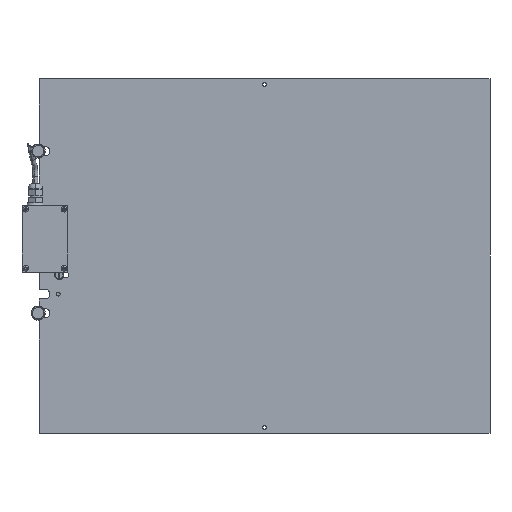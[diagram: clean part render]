
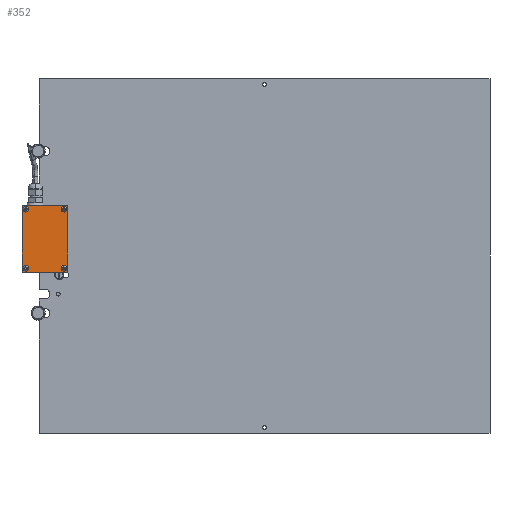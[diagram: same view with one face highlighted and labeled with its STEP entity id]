
A CAD part, front view. The second image highlights one B-rep face of the part: STEP entity #352.
In plain terms, the highlighted planar face has unit normal (0, -1, 0).
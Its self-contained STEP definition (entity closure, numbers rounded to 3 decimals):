
#57 = FACE_BOUND ( 'NONE', #1913, .T. ) ;
#203 = CIRCLE ( 'NONE', #13416, 1.8 ) ;
#312 = CIRCLE ( 'NONE', #11070, 1.8 ) ;
#352 = ADVANCED_FACE ( 'NONE', ( #57, #11990, #18063, #5933, #10549 ), #11801, .T. ) ;
#649 = CARTESIAN_POINT ( 'NONE',  ( 20., 0., -29.2 ) ) ;
#960 = CIRCLE ( 'NONE', #7738, 1.8 ) ;
#1109 = ORIENTED_EDGE ( 'NONE', *, *, #5890, .F. ) ;
#1140 = DIRECTION ( 'NONE',  ( 0., 0., -1. ) ) ;
#1148 = CARTESIAN_POINT ( 'NONE',  ( -20., 0., -32.8 ) ) ;
#1271 = CARTESIAN_POINT ( 'NONE',  ( -20., 0., -31. ) ) ;
#1913 = EDGE_LOOP ( 'NONE', ( #14159, #8916 ) ) ;
#2005 = ORIENTED_EDGE ( 'NONE', *, *, #12516, .F. ) ;
#2048 = CARTESIAN_POINT ( 'NONE',  ( -24., 0., -35. ) ) ;
#2056 = VECTOR ( 'NONE', #16862, 1000. ) ;
#2384 = EDGE_CURVE ( 'NONE', #10255, #15624, #10034, .T. ) ;
#2521 = VERTEX_POINT ( 'NONE', #5579 ) ;
#2826 = DIRECTION ( 'NONE',  ( 0., 0., -1. ) ) ;
#3158 = EDGE_LOOP ( 'NONE', ( #17025, #15610 ) ) ;
#3170 = EDGE_CURVE ( 'NONE', #15624, #3445, #13593, .T. ) ;
#3279 = LINE ( 'NONE', #2048, #2056 ) ;
#3374 = CARTESIAN_POINT ( 'NONE',  ( -24., 0., 35. ) ) ;
#3445 = VERTEX_POINT ( 'NONE', #14546 ) ;
#3909 = DIRECTION ( 'NONE',  ( 0., 0., -1. ) ) ;
#3912 = CARTESIAN_POINT ( 'NONE',  ( 20., 0., -31. ) ) ;
#3921 = CIRCLE ( 'NONE', #17789, 1.8 ) ;
#3967 = EDGE_CURVE ( 'NONE', #3445, #13200, #11516, .T. ) ;
#4507 = ORIENTED_EDGE ( 'NONE', *, *, #3170, .F. ) ;
#4760 = DIRECTION ( 'NONE',  ( 0., -1., 0. ) ) ;
#4802 = DIRECTION ( 'NONE',  ( 0., -1., 0. ) ) ;
#4834 = VERTEX_POINT ( 'NONE', #11317 ) ;
#5183 = CARTESIAN_POINT ( 'NONE',  ( 20., 0., 31. ) ) ;
#5579 = CARTESIAN_POINT ( 'NONE',  ( -20., 0., 29.2 ) ) ;
#5744 = DIRECTION ( 'NONE',  ( 0., -1., 0. ) ) ;
#5842 = CARTESIAN_POINT ( 'NONE',  ( 24., 0., 35. ) ) ;
#5875 = EDGE_LOOP ( 'NONE', ( #12414, #4507, #17465, #9936 ) ) ;
#5890 = EDGE_CURVE ( 'NONE', #10201, #4834, #312, .T. ) ;
#5933 = FACE_BOUND ( 'NONE', #3158, .T. ) ;
#6027 = EDGE_CURVE ( 'NONE', #6305, #9514, #9021, .T. ) ;
#6305 = VERTEX_POINT ( 'NONE', #649 ) ;
#6331 = CIRCLE ( 'NONE', #15553, 1.8 ) ;
#7033 = CARTESIAN_POINT ( 'NONE',  ( 20., 0., -32.8 ) ) ;
#7228 = VECTOR ( 'NONE', #16682, 1000. ) ;
#7429 = CARTESIAN_POINT ( 'NONE',  ( -20., 0., -31. ) ) ;
#7461 = CARTESIAN_POINT ( 'NONE',  ( -20., 0., 32.8 ) ) ;
#7649 = CARTESIAN_POINT ( 'NONE',  ( 20., 0., -31. ) ) ;
#7684 = EDGE_CURVE ( 'NONE', #8476, #14261, #960, .T. ) ;
#7738 = AXIS2_PLACEMENT_3D ( 'NONE', #1271, #14644, #11468 ) ;
#7776 = DIRECTION ( 'NONE',  ( 0., 0., -1. ) ) ;
#7937 = VERTEX_POINT ( 'NONE', #7461 ) ;
#8476 = VERTEX_POINT ( 'NONE', #1148 ) ;
#8916 = ORIENTED_EDGE ( 'NONE', *, *, #6027, .F. ) ;
#9021 = CIRCLE ( 'NONE', #16099, 1.8 ) ;
#9514 = VERTEX_POINT ( 'NONE', #7033 ) ;
#9601 = CARTESIAN_POINT ( 'NONE',  ( -20., 0., 31. ) ) ;
#9703 = CARTESIAN_POINT ( 'NONE',  ( -20., 0., 31. ) ) ;
#9705 = DIRECTION ( 'NONE',  ( 0., 0., -1. ) ) ;
#9898 = DIRECTION ( 'NONE',  ( 0., -1., 0. ) ) ;
#9936 = ORIENTED_EDGE ( 'NONE', *, *, #18462, .F. ) ;
#10034 = LINE ( 'NONE', #18989, #13334 ) ;
#10161 = DIRECTION ( 'NONE',  ( 0., 0., -1. ) ) ;
#10175 = ORIENTED_EDGE ( 'NONE', *, *, #13872, .F. ) ;
#10201 = VERTEX_POINT ( 'NONE', #10530 ) ;
#10255 = VERTEX_POINT ( 'NONE', #16406 ) ;
#10438 = EDGE_LOOP ( 'NONE', ( #10175, #1109 ) ) ;
#10530 = CARTESIAN_POINT ( 'NONE',  ( 20., 0., 32.8 ) ) ;
#10549 = FACE_OUTER_BOUND ( 'NONE', #5875, .T. ) ;
#10598 = ORIENTED_EDGE ( 'NONE', *, *, #13465, .F. ) ;
#10810 = AXIS2_PLACEMENT_3D ( 'NONE', #17683, #4760, #7776 ) ;
#11056 = DIRECTION ( 'NONE',  ( 0., -1., 0. ) ) ;
#11070 = AXIS2_PLACEMENT_3D ( 'NONE', #5183, #11056, #3909 ) ;
#11169 = CARTESIAN_POINT ( 'NONE',  ( 24., 0., -35. ) ) ;
#11317 = CARTESIAN_POINT ( 'NONE',  ( 20., 0., 29.2 ) ) ;
#11468 = DIRECTION ( 'NONE',  ( 0., 0., -1. ) ) ;
#11516 = LINE ( 'NONE', #5842, #16466 ) ;
#11576 = AXIS2_PLACEMENT_3D ( 'NONE', #16233, #5744, #2826 ) ;
#11667 = DIRECTION ( 'NONE',  ( 0., 0., 1. ) ) ;
#11675 = DIRECTION ( 'NONE',  ( 0., 0., -1. ) ) ;
#11801 = PLANE ( 'NONE',  #10810 ) ;
#11844 = CARTESIAN_POINT ( 'NONE',  ( -24., 0., 35. ) ) ;
#11990 = FACE_BOUND ( 'NONE', #10438, .T. ) ;
#12414 = ORIENTED_EDGE ( 'NONE', *, *, #3967, .F. ) ;
#12489 = DIRECTION ( 'NONE',  ( 0., -1., 0. ) ) ;
#12502 = DIRECTION ( 'NONE',  ( 0., 0., -1. ) ) ;
#12516 = EDGE_CURVE ( 'NONE', #7937, #2521, #6331, .T. ) ;
#13200 = VERTEX_POINT ( 'NONE', #11169 ) ;
#13252 = EDGE_LOOP ( 'NONE', ( #10598, #2005 ) ) ;
#13334 = VECTOR ( 'NONE', #11667, 1000. ) ;
#13416 = AXIS2_PLACEMENT_3D ( 'NONE', #9601, #17021, #9705 ) ;
#13465 = EDGE_CURVE ( 'NONE', #2521, #7937, #203, .T. ) ;
#13593 = LINE ( 'NONE', #3374, #7228 ) ;
#13872 = EDGE_CURVE ( 'NONE', #4834, #10201, #14965, .T. ) ;
#14159 = ORIENTED_EDGE ( 'NONE', *, *, #15273, .F. ) ;
#14261 = VERTEX_POINT ( 'NONE', #16888 ) ;
#14546 = CARTESIAN_POINT ( 'NONE',  ( 24., 0., 35. ) ) ;
#14644 = DIRECTION ( 'NONE',  ( 0., -1., 0. ) ) ;
#14728 = CIRCLE ( 'NONE', #17206, 1.8 ) ;
#14965 = CIRCLE ( 'NONE', #11576, 1.8 ) ;
#15273 = EDGE_CURVE ( 'NONE', #9514, #6305, #3921, .T. ) ;
#15553 = AXIS2_PLACEMENT_3D ( 'NONE', #9703, #12489, #1140 ) ;
#15610 = ORIENTED_EDGE ( 'NONE', *, *, #15649, .F. ) ;
#15624 = VERTEX_POINT ( 'NONE', #11844 ) ;
#15649 = EDGE_CURVE ( 'NONE', #14261, #8476, #14728, .T. ) ;
#16099 = AXIS2_PLACEMENT_3D ( 'NONE', #3912, #9898, #16845 ) ;
#16233 = CARTESIAN_POINT ( 'NONE',  ( 20., 0., 31. ) ) ;
#16406 = CARTESIAN_POINT ( 'NONE',  ( -24., 0., -35. ) ) ;
#16466 = VECTOR ( 'NONE', #10161, 1000. ) ;
#16682 = DIRECTION ( 'NONE',  ( 1., 0., 0. ) ) ;
#16845 = DIRECTION ( 'NONE',  ( 0., 0., -1. ) ) ;
#16862 = DIRECTION ( 'NONE',  ( -1., 0., 0. ) ) ;
#16888 = CARTESIAN_POINT ( 'NONE',  ( -20., 0., -29.2 ) ) ;
#17021 = DIRECTION ( 'NONE',  ( 0., -1., 0. ) ) ;
#17025 = ORIENTED_EDGE ( 'NONE', *, *, #7684, .F. ) ;
#17206 = AXIS2_PLACEMENT_3D ( 'NONE', #7429, #4802, #12502 ) ;
#17465 = ORIENTED_EDGE ( 'NONE', *, *, #2384, .F. ) ;
#17683 = CARTESIAN_POINT ( 'NONE',  ( 0., 0., 0. ) ) ;
#17749 = DIRECTION ( 'NONE',  ( 0., -1., 0. ) ) ;
#17789 = AXIS2_PLACEMENT_3D ( 'NONE', #7649, #17749, #11675 ) ;
#18063 = FACE_BOUND ( 'NONE', #13252, .T. ) ;
#18462 = EDGE_CURVE ( 'NONE', #13200, #10255, #3279, .T. ) ;
#18989 = CARTESIAN_POINT ( 'NONE',  ( -24., 0., 35. ) ) ;
